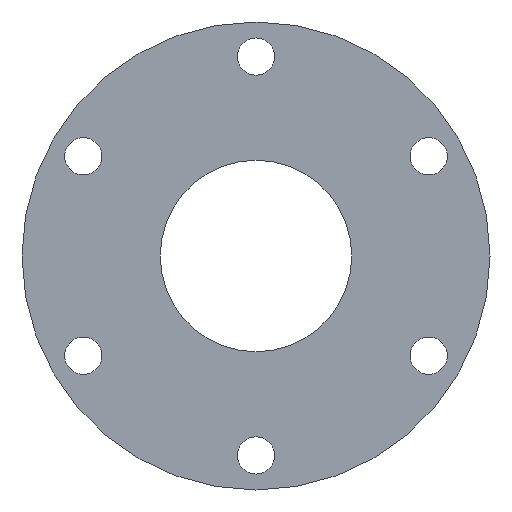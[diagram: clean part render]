
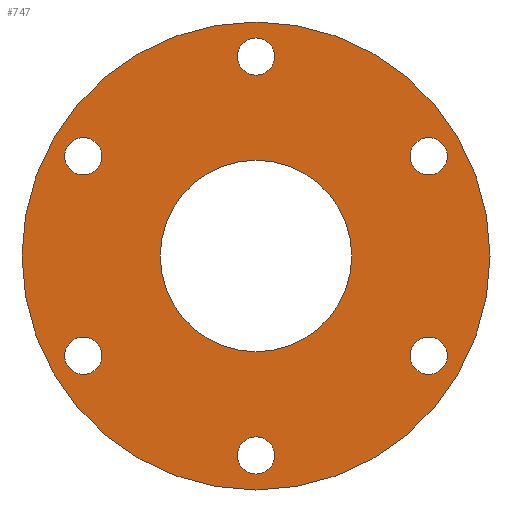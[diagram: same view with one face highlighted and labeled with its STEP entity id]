
A CAD part, front view. The second image highlights one B-rep face of the part: STEP entity #747.
In plain terms, the highlighted planar face has unit normal (0, -1, 0).
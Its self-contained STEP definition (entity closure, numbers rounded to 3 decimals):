
#40=CARTESIAN_POINT('',(32.476,0.,-18.75));
#41=DIRECTION('',(0.,-1.,0.));
#42=DIRECTION('',(1.,0.,0.));
#43=AXIS2_PLACEMENT_3D('',#40,#41,#42);
#48=CARTESIAN_POINT('',(32.476,0.,-18.75));
#49=DIRECTION('',(0.,-1.,0.));
#50=DIRECTION('',(-1.,0.,0.));
#51=AXIS2_PLACEMENT_3D('',#48,#49,#50);
#56=CARTESIAN_POINT('',(32.476,0.,18.75));
#57=DIRECTION('',(0.,-1.,0.));
#58=DIRECTION('',(1.,0.,0.));
#59=AXIS2_PLACEMENT_3D('',#56,#57,#58);
#64=CARTESIAN_POINT('',(32.476,0.,18.75));
#65=DIRECTION('',(0.,-1.,0.));
#66=DIRECTION('',(-1.,0.,0.));
#67=AXIS2_PLACEMENT_3D('',#64,#65,#66);
#72=CARTESIAN_POINT('',(0.,0.,37.5));
#73=DIRECTION('',(0.,-1.,0.));
#74=DIRECTION('',(1.,0.,0.));
#75=AXIS2_PLACEMENT_3D('',#72,#73,#74);
#80=CARTESIAN_POINT('',(0.,0.,37.5));
#81=DIRECTION('',(0.,-1.,0.));
#82=DIRECTION('',(-1.,0.,0.));
#83=AXIS2_PLACEMENT_3D('',#80,#81,#82);
#88=CARTESIAN_POINT('',(-32.476,0.,18.75));
#89=DIRECTION('',(0.,-1.,0.));
#90=DIRECTION('',(1.,0.,0.));
#91=AXIS2_PLACEMENT_3D('',#88,#89,#90);
#96=CARTESIAN_POINT('',(-32.476,0.,18.75));
#97=DIRECTION('',(0.,-1.,0.));
#98=DIRECTION('',(-1.,0.,0.));
#99=AXIS2_PLACEMENT_3D('',#96,#97,#98);
#104=CARTESIAN_POINT('',(-32.476,0.,-18.75));
#105=DIRECTION('',(0.,-1.,0.));
#106=DIRECTION('',(1.,0.,0.));
#107=AXIS2_PLACEMENT_3D('',#104,#105,#106);
#112=CARTESIAN_POINT('',(-32.476,0.,-18.75));
#113=DIRECTION('',(0.,-1.,0.));
#114=DIRECTION('',(-1.,0.,0.));
#115=AXIS2_PLACEMENT_3D('',#112,#113,#114);
#120=CARTESIAN_POINT('',(0.,0.,0.));
#121=DIRECTION('',(0.,1.,0.));
#122=DIRECTION('',(-1.,0.,0.));
#123=AXIS2_PLACEMENT_3D('',#120,#121,#122);
#128=CARTESIAN_POINT('',(0.,0.,0.));
#129=DIRECTION('',(0.,-1.,0.));
#130=DIRECTION('',(-1.,0.,0.));
#131=AXIS2_PLACEMENT_3D('',#128,#129,#130);
#136=CARTESIAN_POINT('',(0.,0.,-37.5));
#137=DIRECTION('',(0.,-1.,0.));
#138=DIRECTION('',(1.,0.,0.));
#139=AXIS2_PLACEMENT_3D('',#136,#137,#138);
#144=CARTESIAN_POINT('',(0.,0.,-37.5));
#145=DIRECTION('',(0.,-1.,0.));
#146=DIRECTION('',(-1.,0.,0.));
#147=AXIS2_PLACEMENT_3D('',#144,#145,#146);
#516=CARTESIAN_POINT('',(0.,0.,0.));
#517=DIRECTION('',(0.,1.,0.));
#518=DIRECTION('',(-1.,0.,0.));
#519=AXIS2_PLACEMENT_3D('',#516,#517,#518);
#524=CARTESIAN_POINT('',(0.,0.,0.));
#525=DIRECTION('',(0.,-1.,0.));
#526=DIRECTION('',(-1.,0.,0.));
#527=AXIS2_PLACEMENT_3D('',#524,#525,#526);
#547=CARTESIAN_POINT('',(-18.,0.,0.));
#549=VERTEX_POINT('',#547);
#550=CARTESIAN_POINT('',(-44.,0.,0.));
#552=VERTEX_POINT('',#550);
#563=CARTESIAN_POINT('',(18.,0.,0.));
#565=VERTEX_POINT('',#563);
#566=CARTESIAN_POINT('',(44.,0.,0.));
#568=VERTEX_POINT('',#566);
#582=CARTESIAN_POINT('',(3.5,0.,-37.5));
#583=CARTESIAN_POINT('',(-3.5,0.,-37.5));
#584=VERTEX_POINT('',#582);
#585=VERTEX_POINT('',#583);
#590=CARTESIAN_POINT('',(-28.976,0.,-18.75));
#591=CARTESIAN_POINT('',(-35.976,0.,-18.75));
#592=VERTEX_POINT('',#590);
#593=VERTEX_POINT('',#591);
#598=CARTESIAN_POINT('',(-28.976,0.,18.75));
#599=CARTESIAN_POINT('',(-35.976,0.,18.75));
#600=VERTEX_POINT('',#598);
#601=VERTEX_POINT('',#599);
#606=CARTESIAN_POINT('',(3.5,0.,37.5));
#607=CARTESIAN_POINT('',(-3.5,0.,37.5));
#608=VERTEX_POINT('',#606);
#609=VERTEX_POINT('',#607);
#614=CARTESIAN_POINT('',(35.976,0.,18.75));
#615=CARTESIAN_POINT('',(28.976,0.,18.75));
#616=VERTEX_POINT('',#614);
#617=VERTEX_POINT('',#615);
#622=CARTESIAN_POINT('',(35.976,0.,-18.75));
#623=CARTESIAN_POINT('',(28.976,0.,-18.75));
#624=VERTEX_POINT('',#622);
#625=VERTEX_POINT('',#623);
#696=CARTESIAN_POINT('',(0.,0.,0.));
#697=DIRECTION('',(0.,-1.,0.));
#698=DIRECTION('',(1.,0.,0.));
#699=AXIS2_PLACEMENT_3D('',#696,#697,#698);
#700=PLANE('',#699);
#702=ORIENTED_EDGE('',*,*,#701,.F.);
#704=ORIENTED_EDGE('',*,*,#703,.T.);
#705=EDGE_LOOP('',(#702,#704));
#706=FACE_OUTER_BOUND('',#705,.F.);
#708=ORIENTED_EDGE('',*,*,#707,.T.);
#710=ORIENTED_EDGE('',*,*,#709,.T.);
#711=EDGE_LOOP('',(#708,#710));
#712=FACE_BOUND('',#711,.F.);
#714=ORIENTED_EDGE('',*,*,#713,.T.);
#716=ORIENTED_EDGE('',*,*,#715,.T.);
#717=EDGE_LOOP('',(#714,#716));
#718=FACE_BOUND('',#717,.F.);
#720=ORIENTED_EDGE('',*,*,#719,.T.);
#722=ORIENTED_EDGE('',*,*,#721,.T.);
#723=EDGE_LOOP('',(#720,#722));
#724=FACE_BOUND('',#723,.F.);
#726=ORIENTED_EDGE('',*,*,#725,.T.);
#728=ORIENTED_EDGE('',*,*,#727,.T.);
#729=EDGE_LOOP('',(#726,#728));
#730=FACE_BOUND('',#729,.F.);
#732=ORIENTED_EDGE('',*,*,#731,.T.);
#734=ORIENTED_EDGE('',*,*,#733,.T.);
#735=EDGE_LOOP('',(#732,#734));
#736=FACE_BOUND('',#735,.F.);
#737=ORIENTED_EDGE('',*,*,#674,.F.);
#738=ORIENTED_EDGE('',*,*,#649,.T.);
#739=EDGE_LOOP('',(#737,#738));
#740=FACE_BOUND('',#739,.F.);
#742=ORIENTED_EDGE('',*,*,#741,.T.);
#744=ORIENTED_EDGE('',*,*,#743,.T.);
#745=EDGE_LOOP('',(#742,#744));
#746=FACE_BOUND('',#745,.F.);
#747=ADVANCED_FACE('',(#706,#712,#718,#724,#730,#736,#740,#746),#700,.T.);
#44=CIRCLE('',#43,3.5);
#52=CIRCLE('',#51,3.5);
#60=CIRCLE('',#59,3.5);
#68=CIRCLE('',#67,3.5);
#76=CIRCLE('',#75,3.5);
#84=CIRCLE('',#83,3.5);
#92=CIRCLE('',#91,3.5);
#100=CIRCLE('',#99,3.5);
#108=CIRCLE('',#107,3.5);
#116=CIRCLE('',#115,3.5);
#124=CIRCLE('',#123,18.);
#132=CIRCLE('',#131,18.);
#140=CIRCLE('',#139,3.5);
#148=CIRCLE('',#147,3.5);
#520=CIRCLE('',#519,44.);
#528=CIRCLE('',#527,44.);
#649=EDGE_CURVE('',#549,#565,#132,.T.);
#674=EDGE_CURVE('',#549,#565,#124,.T.);
#701=EDGE_CURVE('',#552,#568,#528,.T.);
#703=EDGE_CURVE('',#552,#568,#520,.T.);
#707=EDGE_CURVE('',#624,#625,#44,.T.);
#709=EDGE_CURVE('',#625,#624,#52,.T.);
#713=EDGE_CURVE('',#616,#617,#60,.T.);
#715=EDGE_CURVE('',#617,#616,#68,.T.);
#719=EDGE_CURVE('',#608,#609,#76,.T.);
#721=EDGE_CURVE('',#609,#608,#84,.T.);
#725=EDGE_CURVE('',#600,#601,#92,.T.);
#727=EDGE_CURVE('',#601,#600,#100,.T.);
#731=EDGE_CURVE('',#592,#593,#108,.T.);
#733=EDGE_CURVE('',#593,#592,#116,.T.);
#741=EDGE_CURVE('',#584,#585,#140,.T.);
#743=EDGE_CURVE('',#585,#584,#148,.T.);
